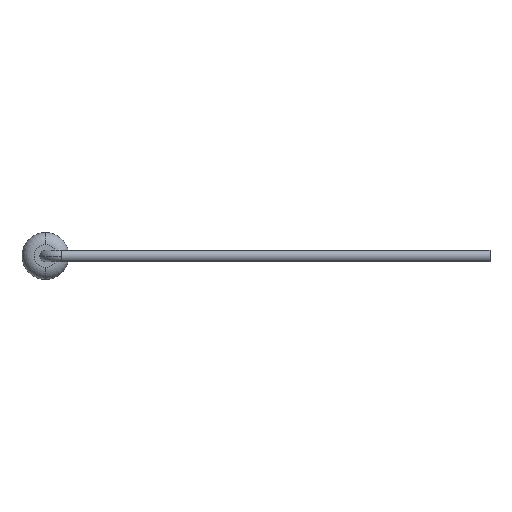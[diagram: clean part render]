
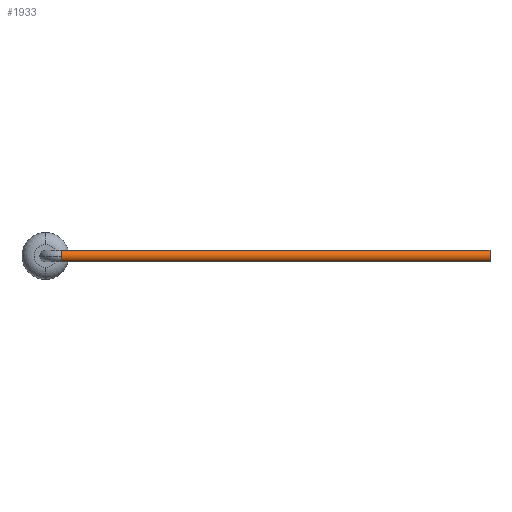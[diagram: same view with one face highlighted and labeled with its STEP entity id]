
A CAD part, left-side view. The second image highlights one B-rep face of the part: STEP entity #1933.
In plain terms, the highlighted cylindrical face has radius 0.275 mm (diameter 0.55 mm), a partial arc.
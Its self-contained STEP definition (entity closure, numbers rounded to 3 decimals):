
#6 = AXIS2_PLACEMENT_3D ( 'NONE', #333, #1564, #149 ) ;
#75 = EDGE_CURVE ( 'NONE', #1344, #2119, #371, .T. ) ;
#81 = DIRECTION ( 'NONE',  ( 0., -1., 0. ) ) ;
#105 = CARTESIAN_POINT ( 'NONE',  ( -9.49, -20.65, -0.275 ) ) ;
#147 = CARTESIAN_POINT ( 'NONE',  ( -9.49, -20.65, 0.275 ) ) ;
#149 = DIRECTION ( 'NONE',  ( 0., 0., 1. ) ) ;
#262 = ORIENTED_EDGE ( 'NONE', *, *, #2479, .T. ) ;
#273 = CARTESIAN_POINT ( 'NONE',  ( -9.49, 0.35, 0. ) ) ;
#282 = FACE_OUTER_BOUND ( 'NONE', #2420, .T. ) ;
#312 = CARTESIAN_POINT ( 'NONE',  ( -9.49, 0.35, 0.275 ) ) ;
#333 = CARTESIAN_POINT ( 'NONE',  ( -9.49, -20.65, 0. ) ) ;
#335 = CARTESIAN_POINT ( 'NONE',  ( -9.765, 0.35, 0. ) ) ;
#371 = CIRCLE ( 'NONE', #2171, 0.275 ) ;
#453 = VERTEX_POINT ( 'NONE', #816 ) ;
#559 = CARTESIAN_POINT ( 'NONE',  ( -9.49, 0.35, 0. ) ) ;
#591 = VERTEX_POINT ( 'NONE', #105 ) ;
#670 = VECTOR ( 'NONE', #2368, 1000. ) ;
#687 = CARTESIAN_POINT ( 'NONE',  ( -9.49, 0.35, 0. ) ) ;
#721 = AXIS2_PLACEMENT_3D ( 'NONE', #559, #1768, #2379 ) ;
#755 = LINE ( 'NONE', #312, #2563 ) ;
#814 = ORIENTED_EDGE ( 'NONE', *, *, #75, .T. ) ;
#816 = CARTESIAN_POINT ( 'NONE',  ( -9.49, 0.35, -0.275 ) ) ;
#972 = EDGE_CURVE ( 'NONE', #2119, #453, #1177, .T. ) ;
#992 = EDGE_CURVE ( 'NONE', #1344, #1373, #755, .T. ) ;
#1083 = CYLINDRICAL_SURFACE ( 'NONE', #1659, 0.275 ) ;
#1177 = CIRCLE ( 'NONE', #721, 0.275 ) ;
#1238 = ORIENTED_EDGE ( 'NONE', *, *, #972, .T. ) ;
#1246 = CIRCLE ( 'NONE', #6, 0.275 ) ;
#1344 = VERTEX_POINT ( 'NONE', #2323 ) ;
#1373 = VERTEX_POINT ( 'NONE', #147 ) ;
#1564 = DIRECTION ( 'NONE',  ( 0., -1., 0. ) ) ;
#1584 = DIRECTION ( 'NONE',  ( 0., -1., 0. ) ) ;
#1659 = AXIS2_PLACEMENT_3D ( 'NONE', #687, #81, #1887 ) ;
#1768 = DIRECTION ( 'NONE',  ( 0., -1., 0. ) ) ;
#1831 = ORIENTED_EDGE ( 'NONE', *, *, #2412, .F. ) ;
#1887 = DIRECTION ( 'NONE',  ( 0., 0., -1. ) ) ;
#1910 = DIRECTION ( 'NONE',  ( 0., -1., 0. ) ) ;
#1932 = LINE ( 'NONE', #2128, #670 ) ;
#1933 = ADVANCED_FACE ( 'NONE', ( #282 ), #1083, .T. ) ;
#2119 = VERTEX_POINT ( 'NONE', #335 ) ;
#2128 = CARTESIAN_POINT ( 'NONE',  ( -9.49, 0.35, -0.275 ) ) ;
#2171 = AXIS2_PLACEMENT_3D ( 'NONE', #273, #1910, #2291 ) ;
#2291 = DIRECTION ( 'NONE',  ( 0., 0., 1. ) ) ;
#2323 = CARTESIAN_POINT ( 'NONE',  ( -9.49, 0.35, 0.275 ) ) ;
#2368 = DIRECTION ( 'NONE',  ( 0., -1., 0. ) ) ;
#2379 = DIRECTION ( 'NONE',  ( 0., 0., 1. ) ) ;
#2412 = EDGE_CURVE ( 'NONE', #1373, #591, #1246, .T. ) ;
#2420 = EDGE_LOOP ( 'NONE', ( #2424, #814, #1238, #262, #1831 ) ) ;
#2424 = ORIENTED_EDGE ( 'NONE', *, *, #992, .F. ) ;
#2479 = EDGE_CURVE ( 'NONE', #453, #591, #1932, .T. ) ;
#2563 = VECTOR ( 'NONE', #1584, 1000. ) ;
